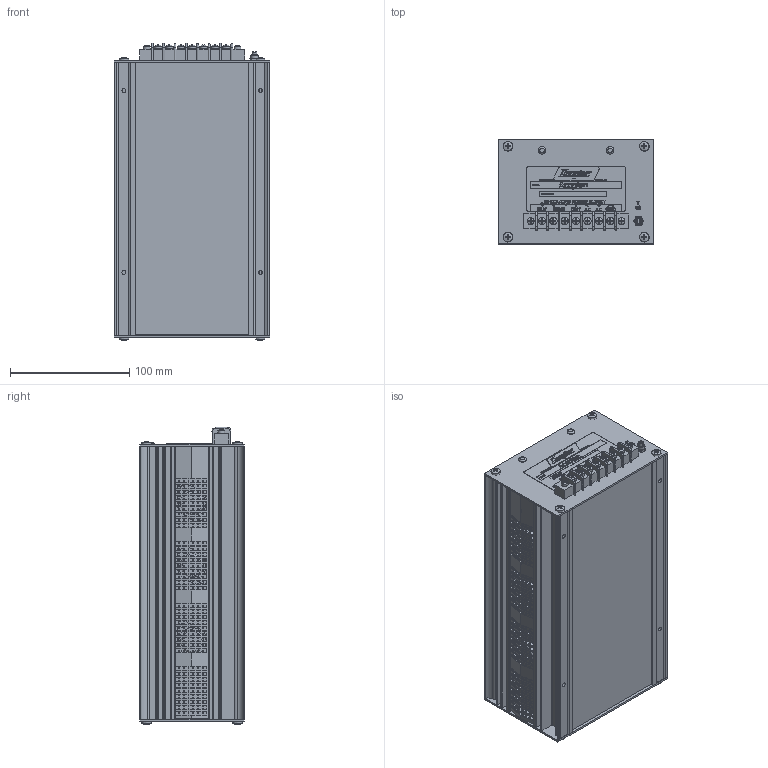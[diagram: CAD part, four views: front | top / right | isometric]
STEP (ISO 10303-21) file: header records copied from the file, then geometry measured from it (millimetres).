
FILE_DESCRIPTION((''),'2;1');
FILE_NAME('M9 GENERIC CASE 6-13.stp','2012-06-13T09:36:58',('JCD'),('ENGINEERING'),'Autodesk Inventor 2013','Autodesk Inventor 2013','ACOPIAN TECHNICAL COMPANY');
FILE_SCHEMA(('AUTOMOTIVE_DESIGN { 1 0 10303 214 1 1 1 1 }'));
Length unit declared in the file: inch
Products named in the file (15): M9 GENERIC CASE.iam (LevelofDetail1); E300-7 M9 Left HS; M9 sreen generic; M9 RIGHT; M9 HEATSINK SCREEN; E300-74 M13 rear; TRANSISTOR TO-3; 375_single_20A_BS_7; SML_POT_RND; NUT-SML POT; E300-60 M7-1P front; Cross Recessed Pan Head Tapping Screw - Type F - Type I 8-32 UNC - 0.75; rivet, snap; DECAL M CASE; Cross Recessed Fillister Head Tapping Screw - Type F - Type I No. 6 - 32 - 1/4
Assembly tree (26 placements, depth 2):
  M9 GENERIC CASE.iam (LevelofDetail1)
    E300-7 M9 Left HS
    M9 sreen generic  x2
    M9 RIGHT
    M9 HEATSINK SCREEN
    E300-74 M13 rear
    TRANSISTOR TO-3  x3
    375_single_20A_BS_7
    SML_POT_RND
    NUT-SML POT
    E300-60 M7-1P front
    Cross Recessed Pan Head Tapping Screw - Type F - Type I 8-32 UNC - 0.75  x8
    rivet, snap  x2
    DECAL M CASE
    Cross Recessed Fillister Head Tapping Screw - Type F - Type I No. 6 - 32 - 1/4  x2
Bounding box: 130.37 x 87.39 x 249.19 mm (x, y, z)
Volume: 341748.2 mm3; surface area: 332610.6 mm2
Topology: 40 solids, 40 shells, 3728 faces, 10553 edges, 7004 vertices
Faces by surface type: plane 2568, bspline 577, cylinder 305, cone 159, torus 102, sphere 17
Full cylindrical faces by diameter (mm): 0.635 x3, 2.032 x14, 2.946 x2, 3.048 x2, 3.302 x12, 3.505 x9, 3.556 x6, 4.013 x1, 4.064 x2, 4.166 x8, 4.191 x1, 4.699 x1, 4.763 x8, 5.08 x7, 5.74 x2, 6.096 x1, 6.198 x7, 6.274 x1, 6.35 x15, 6.604 x7, 7.938 x7, 8.001 x1, 16.002 x1, 19.431 x3, 23.114 x3
Entity records: 120275 total; most frequent: CARTESIAN_POINT 32710, ORIENTED_EDGE 19326, DIRECTION 14696, EDGE_CURVE 9663, VECTOR 7432, LINE 7432, VERTEX_POINT 6500, EDGE_LOOP 4315
